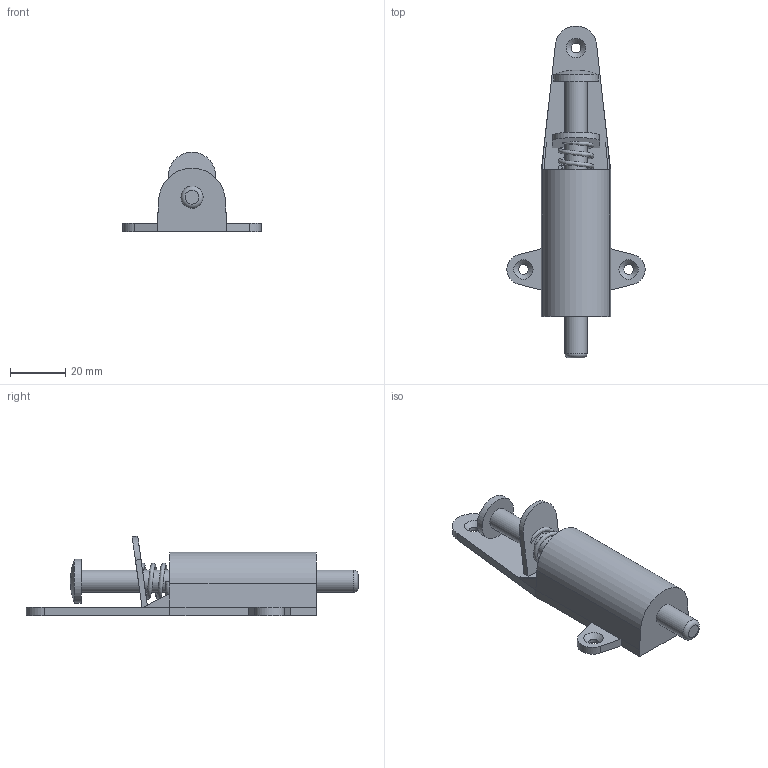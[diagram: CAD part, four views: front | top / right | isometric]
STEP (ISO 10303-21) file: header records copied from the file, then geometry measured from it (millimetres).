
FILE_DESCRIPTION(/* description */ (''),/* implementation_level */ '2;1');
FILE_NAME(/* name */ '1313.stp',/* time_stamp */ '2019-08-05T09:36:46+02:00',/* author */ ('DOMINIQUE'),/* organization */ (''),/* preprocessor_version */ 'ST-DEVELOPER v17.2',/* originating_system */ 'Autodesk Inventor 2019',/* authorisation */ '');
FILE_SCHEMA (('AUTOMOTIVE_DESIGN { 1 0 10303 214 3 1 1 }'));
Length unit declared in the file: millimetre
Products named in the file (3): 131; 1313; 1313-axe
Assembly tree (2 placements, depth 2):
  131
    1313
    1313-axe
Bounding box: 50 x 119.97 x 28.75 mm (x, y, z)
Volume: 33994.7 mm3; surface area: 14037.9 mm2
Topology: 2 solids, 2 shells, 61 faces, 160 edges, 106 vertices
Faces by surface type: plane 42, cylinder 12, cone 3, bspline 2, torus 1, sphere 1
Full cylindrical faces by diameter (mm): 3.5 x3, 8 x3, 16 x1
Entity records: 2912 total; most frequent: CARTESIAN_POINT 1250, DIRECTION 327, ORIENTED_EDGE 318, EDGE_CURVE 159, AXIS2_PLACEMENT_3D 112, VERTEX_POINT 106, LINE 103, VECTOR 103
